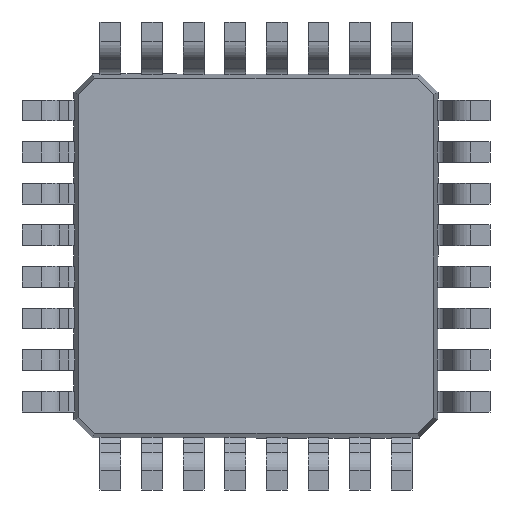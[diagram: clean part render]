
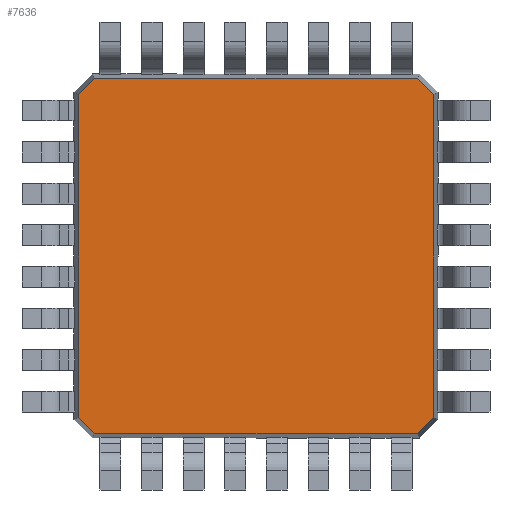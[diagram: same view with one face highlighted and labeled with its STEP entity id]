
A CAD part, front view. The second image highlights one B-rep face of the part: STEP entity #7636.
In plain terms, the highlighted planar face has unit normal (0, -1, 0).
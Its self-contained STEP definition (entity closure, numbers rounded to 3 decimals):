
#1471 = ORIENTED_EDGE ( 'NONE', *, *, #6914, .F. ) ;
#1473 = ORIENTED_EDGE ( 'NONE', *, *, #17886, .F. ) ;
#2509 = ORIENTED_EDGE ( 'NONE', *, *, #14544, .F. ) ;
#2686 = ORIENTED_EDGE ( 'NONE', *, *, #7629, .F. ) ;
#3192 = EDGE_CURVE ( 'NONE', #3330, #3263, #3238, .T. ) ;
#3234 = CARTESIAN_POINT ( 'NONE',  ( -3.412, 0.2, 3.103 ) ) ;
#3235 = DIRECTION ( 'NONE',  ( 0., 0., 1. ) ) ;
#3236 = VECTOR ( 'NONE', #3235, 1000. ) ;
#3237 = CARTESIAN_POINT ( 'NONE',  ( -3.412, 0.2, 3.14 ) ) ;
#3238 = LINE ( 'NONE', #3237, #3236 ) ;
#3263 = VERTEX_POINT ( 'NONE', #3234 ) ;
#3294 = CARTESIAN_POINT ( 'NONE',  ( -3.412, 0.2, -3.103 ) ) ;
#3330 = VERTEX_POINT ( 'NONE', #3294 ) ;
#3573 = DIRECTION ( 'NONE',  ( 0.707, 0., -0.707 ) ) ;
#3575 = VECTOR ( 'NONE', #3573, 1000. ) ;
#3576 = CARTESIAN_POINT ( 'NONE',  ( 3.078, 0.2, 3.438 ) ) ;
#3577 = LINE ( 'NONE', #3576, #3575 ) ;
#5599 = DIRECTION ( 'NONE',  ( 0., 0., -1. ) ) ;
#5601 = DIRECTION ( 'NONE',  ( 0., -1., 0. ) ) ;
#5603 = CARTESIAN_POINT ( 'NONE',  ( -3.5, 0.2, -3.5 ) ) ;
#5605 = AXIS2_PLACEMENT_3D ( 'NONE', #5603, #5601, #5599 ) ;
#5606 = PLANE ( 'NONE',  #5605 ) ;
#5607 = FACE_OUTER_BOUND ( 'NONE', #7637, .T. ) ;
#5615 = DIRECTION ( 'NONE',  ( 0.707, 0., 0.707 ) ) ;
#5616 = VECTOR ( 'NONE', #5615, 1000. ) ;
#5617 = CARTESIAN_POINT ( 'NONE',  ( -3.438, 0.2, 3.078 ) ) ;
#5618 = LINE ( 'NONE', #5617, #5616 ) ;
#6179 = CARTESIAN_POINT ( 'NONE',  ( -3.103, 0.2, 3.412 ) ) ;
#6382 = DIRECTION ( 'NONE',  ( -0.707, 0., -0.707 ) ) ;
#6383 = VECTOR ( 'NONE', #6382, 1000. ) ;
#6384 = CARTESIAN_POINT ( 'NONE',  ( 3.078, 0.2, -3.438 ) ) ;
#6385 = LINE ( 'NONE', #6384, #6383 ) ;
#6708 = CARTESIAN_POINT ( 'NONE',  ( 3.412, 0.2, 3.103 ) ) ;
#6751 = CARTESIAN_POINT ( 'NONE',  ( 3.412, 0.2, -3.103 ) ) ;
#6795 = DIRECTION ( 'NONE',  ( 0., 0., -1. ) ) ;
#6796 = VECTOR ( 'NONE', #6795, 1000. ) ;
#6797 = CARTESIAN_POINT ( 'NONE',  ( 3.412, 0.2, 3.14 ) ) ;
#6798 = LINE ( 'NONE', #6797, #6796 ) ;
#6914 = EDGE_CURVE ( 'NONE', #14540, #17843, #3577, .T. ) ;
#7482 = ORIENTED_EDGE ( 'NONE', *, *, #7957, .F. ) ;
#7629 = EDGE_CURVE ( 'NONE', #3263, #7854, #5618, .T. ) ;
#7636 = ADVANCED_FACE ( 'NONE', ( #5607 ), #5606, .T. ) ;
#7637 = EDGE_LOOP ( 'NONE', ( #14239, #8062, #14238, #7482, #1473, #1471, #2509, #2686 ) ) ;
#7854 = VERTEX_POINT ( 'NONE', #6179 ) ;
#7957 = EDGE_CURVE ( 'NONE', #17877, #14220, #6385, .T. ) ;
#8062 = ORIENTED_EDGE ( 'NONE', *, *, #14201, .F. ) ;
#8881 = CARTESIAN_POINT ( 'NONE',  ( -3.103, 0.2, -3.412 ) ) ;
#8886 = DIRECTION ( 'NONE',  ( -0.707, 0., 0.707 ) ) ;
#8887 = VECTOR ( 'NONE', #8886, 1000. ) ;
#8888 = CARTESIAN_POINT ( 'NONE',  ( -3.438, 0.2, -3.078 ) ) ;
#8889 = LINE ( 'NONE', #8888, #8887 ) ;
#8909 = VECTOR ( 'NONE', #8972, 1000. ) ;
#8910 = CARTESIAN_POINT ( 'NONE',  ( -3.14, 0.2, -3.412 ) ) ;
#8911 = LINE ( 'NONE', #8910, #8909 ) ;
#8963 = CARTESIAN_POINT ( 'NONE',  ( 3.103, 0.2, -3.412 ) ) ;
#8972 = DIRECTION ( 'NONE',  ( -1., 0., 0. ) ) ;
#9774 = DIRECTION ( 'NONE',  ( 1., 0., 0. ) ) ;
#9775 = VECTOR ( 'NONE', #9774, 1000. ) ;
#9776 = CARTESIAN_POINT ( 'NONE',  ( -3.14, 0.2, 3.412 ) ) ;
#9777 = LINE ( 'NONE', #9776, #9775 ) ;
#9788 = CARTESIAN_POINT ( 'NONE',  ( 3.103, 0.2, 3.412 ) ) ;
#14201 = EDGE_CURVE ( 'NONE', #14204, #3330, #8889, .T. ) ;
#14204 = VERTEX_POINT ( 'NONE', #8881 ) ;
#14217 = EDGE_CURVE ( 'NONE', #14220, #14204, #8911, .T. ) ;
#14220 = VERTEX_POINT ( 'NONE', #8963 ) ;
#14238 = ORIENTED_EDGE ( 'NONE', *, *, #14217, .F. ) ;
#14239 = ORIENTED_EDGE ( 'NONE', *, *, #3192, .F. ) ;
#14540 = VERTEX_POINT ( 'NONE', #9788 ) ;
#14544 = EDGE_CURVE ( 'NONE', #7854, #14540, #9777, .T. ) ;
#17843 = VERTEX_POINT ( 'NONE', #6708 ) ;
#17877 = VERTEX_POINT ( 'NONE', #6751 ) ;
#17886 = EDGE_CURVE ( 'NONE', #17843, #17877, #6798, .T. ) ;
